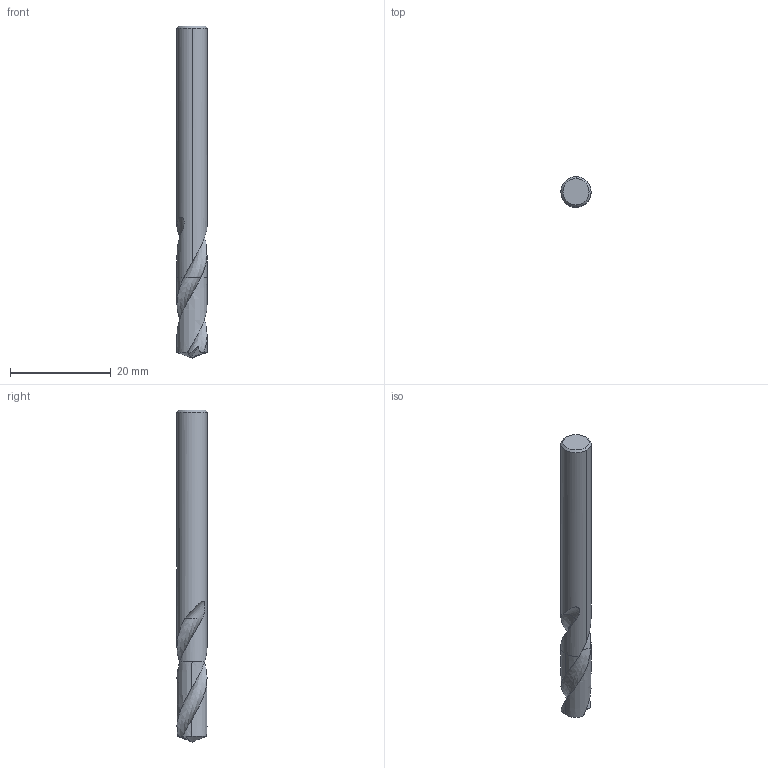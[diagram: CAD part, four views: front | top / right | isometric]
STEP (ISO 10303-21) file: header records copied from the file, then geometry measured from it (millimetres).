
FILE_DESCRIPTION(('no description'),'unknown implementation level');
FILE_NAME('solidu_1lybJ4S_U6V_hpVgCuIAx868A_1.STP',' ',('CIM GmbH Aachen'),('CADClick - KiM GmbH - www.kimweb.de'),'unknown preprocess','ACIS','unknown authorization');
FILE_SCHEMA(('automotive_design'));
Length unit declared in the file: millimetre
Products named in the file (2): 1; 2
Bounding box: 6 x 6 x 66 mm (x, y, z)
Volume: 1659.8 mm3; surface area: 1354.8 mm2
Topology: 2 solids, 2 shells, 48 faces, 131 edges, 83 vertices
Faces by surface type: plane 18, cone 14, cylinder 10, bspline 4, revolution 2
Entity records: 6367 total; most frequent: CARTESIAN_POINT 3795, STYLED_ITEM 260, PRESENTATION_STYLE_ASSIGNMENT 260, COLOUR_RGB 260, ORIENTED_EDGE 254, DIRECTION 191, EDGE_CURVE 127, CURVE_STYLE 127
